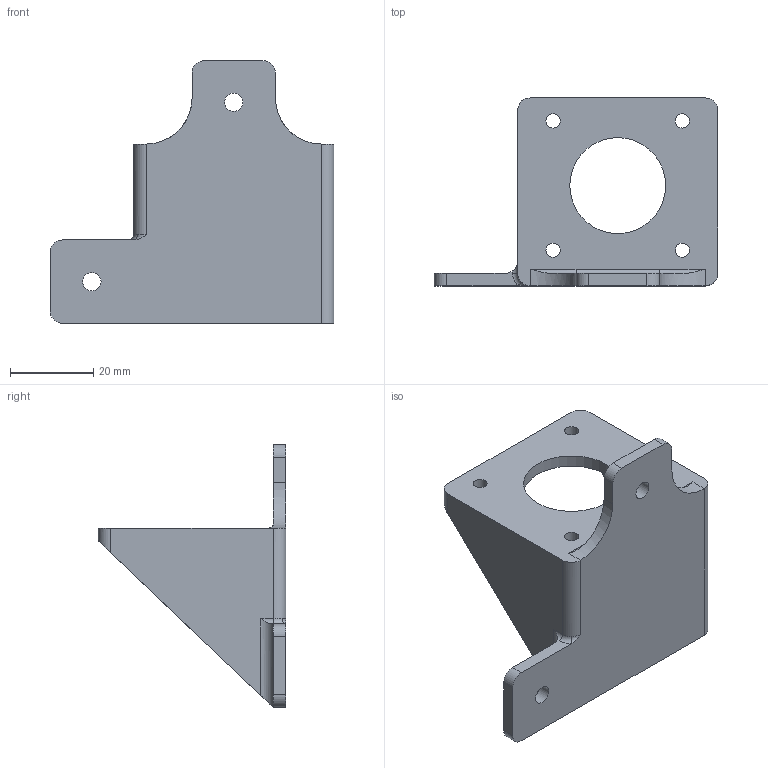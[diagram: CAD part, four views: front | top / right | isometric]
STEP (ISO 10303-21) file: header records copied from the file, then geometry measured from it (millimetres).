
FILE_DESCRIPTION(('FreeCAD Model'),'2;1');
FILE_NAME('Z_Motor_Holder.step','2018-09-09T11:28:55',('Author'),(''), 'Open CASCADE STEP processor 6.8','FreeCAD','Unknown');
FILE_SCHEMA(('AUTOMOTIVE_DESIGN_CC2 { 1 2 10303 214 -1 1 5 4 }'));
Length unit declared in the file: millimetre
Products named in the file (2): ASSEMBLY; Z_Motor_Holder001
Assembly tree (1 placements, depth 2):
  ASSEMBLY
    Z_Motor_Holder001
Bounding box: 68 x 45 x 63 mm (x, y, z)
Volume: 18271.8 mm3; surface area: 13377.6 mm2
Topology: 1 solids, 1 shells, 43 faces, 116 edges, 75 vertices
Faces by surface type: cylinder 22, plane 19, bspline 1, torus 1
Full cylindrical faces by diameter (mm): 3.4 x4, 4.4 x2, 23 x1
Entity records: 3518 total; most frequent: CARTESIAN_POINT 1180, DIRECTION 427, LINE 242, VECTOR 242, ORIENTED_EDGE 232, PCURVE 232, DEFINITIONAL_REPRESENTATION 232, EDGE_CURVE 116
